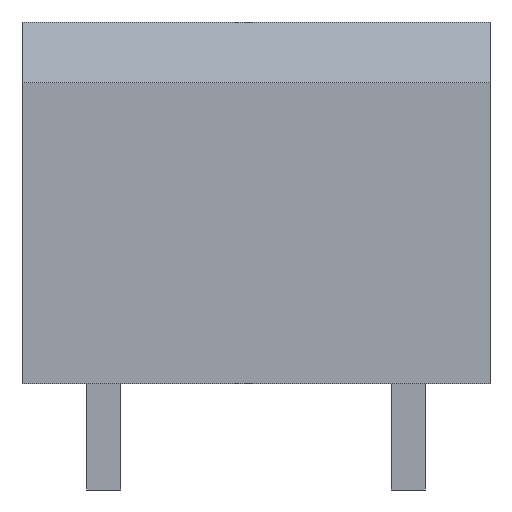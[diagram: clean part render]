
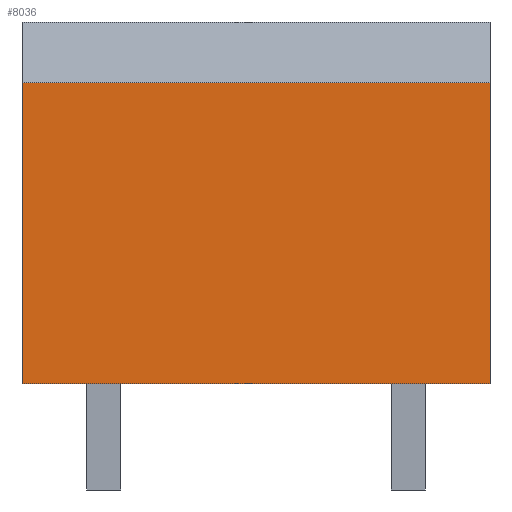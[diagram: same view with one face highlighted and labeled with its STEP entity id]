
A CAD part, front view. The second image highlights one B-rep face of the part: STEP entity #8036.
In plain terms, the highlighted planar face has unit normal (0, -1, 0).
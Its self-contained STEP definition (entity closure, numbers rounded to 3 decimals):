
#61=LINE('',#10506,#631);
#67=LINE('',#11009,#637);
#68=LINE('',#11012,#638);
#69=LINE('',#11013,#639);
#631=VECTOR('',#8692,1000.);
#637=VECTOR('',#8700,1000.);
#638=VECTOR('',#8701,1000.);
#639=VECTOR('',#8702,1000.);
#1462=ORIENTED_EDGE('',*,*,#3220,.F.);
#1463=ORIENTED_EDGE('',*,*,#3221,.T.);
#1464=ORIENTED_EDGE('',*,*,#3059,.T.);
#1465=ORIENTED_EDGE('',*,*,#3222,.T.);
#3059=EDGE_CURVE('',#3938,#3939,#61,.T.);
#3220=EDGE_CURVE('',#4099,#4100,#67,.T.);
#3221=EDGE_CURVE('',#4099,#3938,#68,.T.);
#3222=EDGE_CURVE('',#3939,#4100,#69,.T.);
#3938=VERTEX_POINT('',#10507);
#3939=VERTEX_POINT('',#10508);
#4099=VERTEX_POINT('',#11010);
#4100=VERTEX_POINT('',#11011);
#4755=EDGE_LOOP('',(#1462,#1463,#1464,#1465));
#5130=FACE_BOUND('',#4755,.T.);
#5476=PLANE('',#8382);
#8036=ADVANCED_FACE('',(#5130),#5476,.F.);
#8382=AXIS2_PLACEMENT_3D('',#11008,#8698,#8699);
#8692=DIRECTION('',(0.,0.,-1.));
#8698=DIRECTION('',(0.,1.,0.));
#8699=DIRECTION('',(0.,0.,1.));
#8700=DIRECTION('',(0.,0.,-1.));
#8701=DIRECTION('',(-1.,0.,0.));
#8702=DIRECTION('',(1.,0.,0.));
#10506=CARTESIAN_POINT('',(-18.95,-11.5,8.5));
#10507=CARTESIAN_POINT('',(-18.95,-11.5,5.65));
#10508=CARTESIAN_POINT('',(-18.95,-11.5,-8.5));
#11008=CARTESIAN_POINT('',(-18.95,-11.5,8.5));
#11009=CARTESIAN_POINT('',(3.05,-11.5,8.5));
#11010=CARTESIAN_POINT('',(3.05,-11.5,5.65));
#11011=CARTESIAN_POINT('',(3.05,-11.5,-8.5));
#11012=CARTESIAN_POINT('',(0.,-11.5,5.65));
#11013=CARTESIAN_POINT('',(-18.95,-11.5,-8.5));
